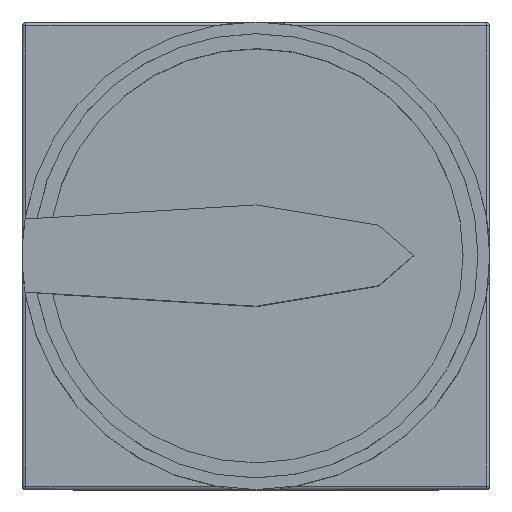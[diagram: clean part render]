
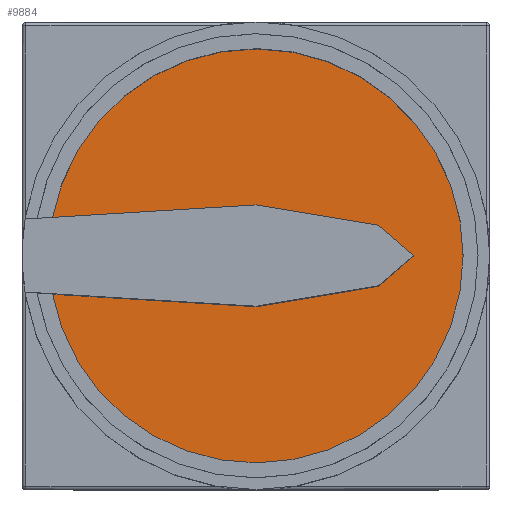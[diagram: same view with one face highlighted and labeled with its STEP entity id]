
A CAD part, top view. The second image highlights one B-rep face of the part: STEP entity #9884.
In plain terms, the highlighted planar face has unit normal (0, 0, 1).
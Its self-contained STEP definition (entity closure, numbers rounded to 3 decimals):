
#3644=CARTESIAN_POINT('',(0.,0.,1.));
#3645=DIRECTION('',(0.,0.,1.));
#3646=DIRECTION('',(-0.983,-0.184,0.));
#3647=AXIS2_PLACEMENT_3D('',#3644,#3645,#3646);
#3649=DIRECTION('',(-0.998,0.061,0.));
#3650=VECTOR('',#3649,27.914);
#3651=CARTESIAN_POINT('',(0.,-6.928,1.));
#3652=LINE('',#3651,#3650);
#3653=DIRECTION('',(-0.986,-0.164,0.));
#3654=VECTOR('',#3653,16.985);
#3655=CARTESIAN_POINT('',(16.754,-4.141,1.));
#3656=LINE('',#3655,#3654);
#3657=DIRECTION('',(-0.761,-0.648,0.));
#3658=VECTOR('',#3657,6.389);
#3659=CARTESIAN_POINT('',(21.619,0.,1.));
#3660=LINE('',#3659,#3658);
#3661=DIRECTION('',(0.761,-0.648,0.));
#3662=VECTOR('',#3661,6.389);
#3663=CARTESIAN_POINT('',(16.754,4.141,1.));
#3664=LINE('',#3663,#3662);
#3665=DIRECTION('',(0.986,-0.164,0.));
#3666=VECTOR('',#3665,16.985);
#3667=CARTESIAN_POINT('',(0.,6.928,1.));
#3668=LINE('',#3667,#3666);
#3669=DIRECTION('',(0.998,0.061,0.));
#3670=VECTOR('',#3669,27.914);
#3671=CARTESIAN_POINT('',(-27.862,5.228,1.));
#3672=LINE('',#3671,#3670);
#3799=CARTESIAN_POINT('',(-27.862,-5.228,1.));
#3800=CARTESIAN_POINT('',(-27.862,5.228,1.));
#3801=VERTEX_POINT('',#3799);
#3802=VERTEX_POINT('',#3800);
#3803=CARTESIAN_POINT('',(0.,6.928,1.));
#3804=VERTEX_POINT('',#3803);
#3805=CARTESIAN_POINT('',(16.754,4.141,1.));
#3806=VERTEX_POINT('',#3805);
#3807=CARTESIAN_POINT('',(21.619,0.,1.));
#3808=VERTEX_POINT('',#3807);
#3809=CARTESIAN_POINT('',(16.754,-4.141,1.));
#3810=VERTEX_POINT('',#3809);
#3811=CARTESIAN_POINT('',(0.,-6.928,1.));
#3812=VERTEX_POINT('',#3811);
#9870=CARTESIAN_POINT('',(0.,0.,1.));
#9871=DIRECTION('',(0.,0.,1.));
#9872=DIRECTION('',(1.,0.,0.));
#9873=AXIS2_PLACEMENT_3D('',#9870,#9871,#9872);
#9874=PLANE('',#9873);
#9875=ORIENTED_EDGE('',*,*,#9786,.F.);
#9876=ORIENTED_EDGE('',*,*,#9799,.F.);
#9877=ORIENTED_EDGE('',*,*,#9818,.F.);
#9878=ORIENTED_EDGE('',*,*,#9833,.F.);
#9879=ORIENTED_EDGE('',*,*,#9848,.F.);
#9880=ORIENTED_EDGE('',*,*,#9862,.F.);
#9881=ORIENTED_EDGE('',*,*,#9750,.F.);
#9882=EDGE_LOOP('',(#9875,#9876,#9877,#9878,#9879,#9880,#9881));
#9883=FACE_OUTER_BOUND('',#9882,.F.);
#9884=ADVANCED_FACE('',(#9883),#9874,.T.);
#3648=CIRCLE('',#3647,28.348);
#9750=EDGE_CURVE('',#3802,#3804,#3672,.T.);
#9786=EDGE_CURVE('',#3801,#3802,#3648,.T.);
#9799=EDGE_CURVE('',#3812,#3801,#3652,.T.);
#9818=EDGE_CURVE('',#3810,#3812,#3656,.T.);
#9833=EDGE_CURVE('',#3808,#3810,#3660,.T.);
#9848=EDGE_CURVE('',#3806,#3808,#3664,.T.);
#9862=EDGE_CURVE('',#3804,#3806,#3668,.T.);
